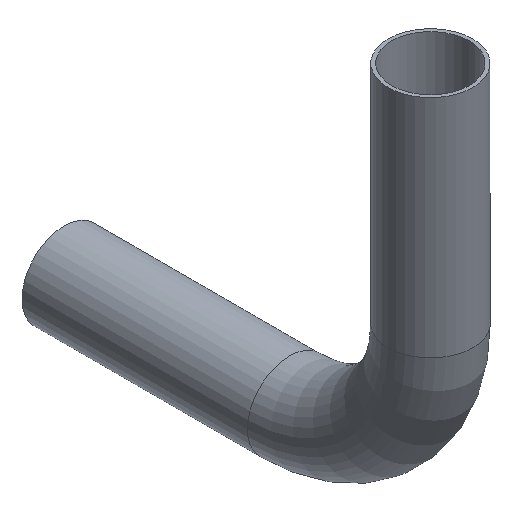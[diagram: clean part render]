
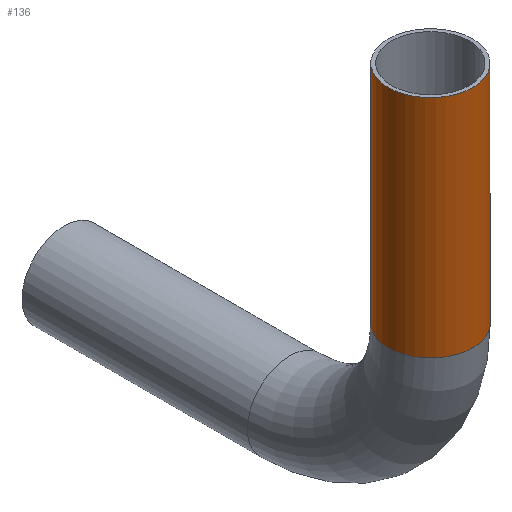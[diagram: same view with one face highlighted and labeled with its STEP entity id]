
A CAD part, isometric view. The second image highlights one B-rep face of the part: STEP entity #136.
In plain terms, the highlighted cylindrical face has radius 19.05 mm (diameter 38.1 mm), a full revolution.
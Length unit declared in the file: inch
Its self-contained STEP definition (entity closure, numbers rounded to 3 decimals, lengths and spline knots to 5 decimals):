
#26=FACE_OUTER_BOUND('',#34,.T.);
#34=EDGE_LOOP('',(#118,#119,#120,#121,#122));
#42=LINE('',#268,#46);
#46=VECTOR('',#226,0.75);
#58=CIRCLE('',#177,0.75);
#59=CIRCLE('',#178,0.75);
#60=CIRCLE('',#180,0.75);
#70=VERTEX_POINT('',#261);
#71=VERTEX_POINT('',#263);
#72=VERTEX_POINT('',#267);
#87=EDGE_CURVE('',#70,#71,#58,.T.);
#88=EDGE_CURVE('',#71,#70,#59,.T.);
#89=EDGE_CURVE('',#71,#72,#42,.T.);
#90=EDGE_CURVE('',#72,#72,#60,.T.);
#118=ORIENTED_EDGE('',*,*,#87,.F.);
#119=ORIENTED_EDGE('',*,*,#88,.F.);
#120=ORIENTED_EDGE('',*,*,#89,.T.);
#121=ORIENTED_EDGE('',*,*,#90,.F.);
#122=ORIENTED_EDGE('',*,*,#89,.F.);
#130=CYLINDRICAL_SURFACE('',#179,0.75);
#136=ADVANCED_FACE('',(#26),#130,.T.);
#177=AXIS2_PLACEMENT_3D('',#264,#220,#221);
#178=AXIS2_PLACEMENT_3D('',#265,#222,#223);
#179=AXIS2_PLACEMENT_3D('',#266,#224,#225);
#180=AXIS2_PLACEMENT_3D('',#269,#227,#228);
#220=DIRECTION('center_axis',(0.,0.,-1.));
#221=DIRECTION('ref_axis',(1.,0.,0.));
#222=DIRECTION('center_axis',(0.,0.,-1.));
#223=DIRECTION('ref_axis',(1.,0.,0.));
#224=DIRECTION('center_axis',(0.,0.,-1.));
#225=DIRECTION('ref_axis',(1.,0.,0.));
#226=DIRECTION('',(0.,0.,1.));
#227=DIRECTION('center_axis',(0.,0.,1.));
#228=DIRECTION('ref_axis',(1.,0.,0.));
#261=CARTESIAN_POINT('',(0.,0.75,-4.));
#263=CARTESIAN_POINT('',(-0.75,0.,-4.));
#264=CARTESIAN_POINT('Origin',(0.,0.,-4.));
#265=CARTESIAN_POINT('Origin',(0.,0.,-4.));
#266=CARTESIAN_POINT('Origin',(0.,0.,0.));
#267=CARTESIAN_POINT('',(-0.75,0.,0.));
#268=CARTESIAN_POINT('',(-0.75,0.,0.));
#269=CARTESIAN_POINT('Origin',(0.,0.,0.));
